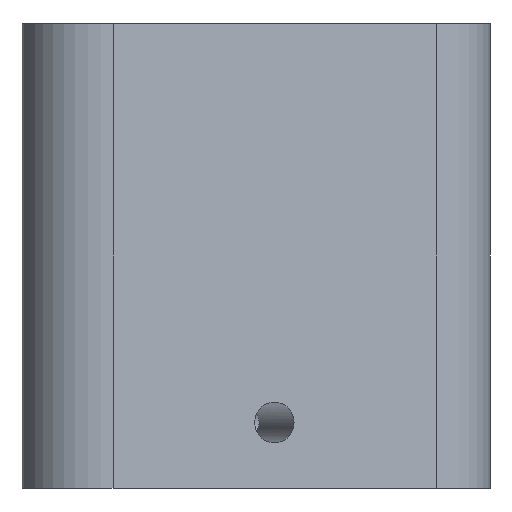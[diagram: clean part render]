
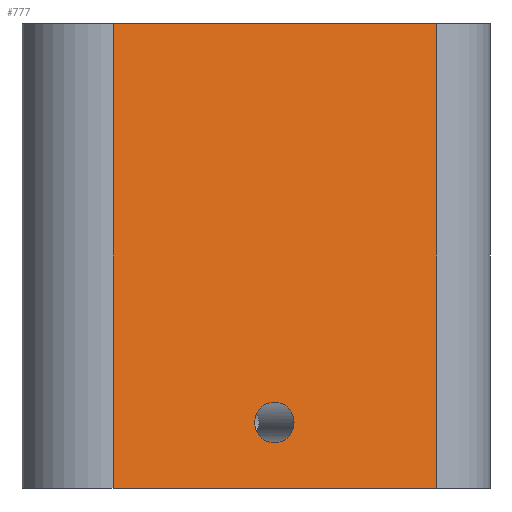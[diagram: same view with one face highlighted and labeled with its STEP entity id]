
A CAD part, front view. The second image highlights one B-rep face of the part: STEP entity #777.
In plain terms, the highlighted planar face has unit normal (0.259, -0.966, 0).
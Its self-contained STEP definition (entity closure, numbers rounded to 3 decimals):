
#20=FACE_BOUND('',#130,.T.);
#42=PLANE('',#897);
#82=FACE_OUTER_BOUND('',#129,.T.);
#129=EDGE_LOOP('',(#667,#668,#669,#670));
#130=EDGE_LOOP('',(#671));
#151=CIRCLE('',#841,1.4);
#255=LINE('',#1548,#288);
#256=LINE('',#1551,#289);
#257=LINE('',#1553,#290);
#258=LINE('',#1554,#291);
#288=VECTOR('',#1122,10.);
#289=VECTOR('',#1125,10.);
#290=VECTOR('',#1126,10.);
#291=VECTOR('',#1127,10.);
#327=VERTEX_POINT('',#1323);
#361=VERTEX_POINT('',#1544);
#362=VERTEX_POINT('',#1546);
#363=VERTEX_POINT('',#1550);
#364=VERTEX_POINT('',#1552);
#413=EDGE_CURVE('',#327,#327,#151,.T.);
#471=EDGE_CURVE('',#361,#362,#255,.T.);
#472=EDGE_CURVE('',#363,#361,#256,.T.);
#473=EDGE_CURVE('',#364,#362,#257,.T.);
#474=EDGE_CURVE('',#363,#364,#258,.T.);
#667=ORIENTED_EDGE('',*,*,#472,.T.);
#668=ORIENTED_EDGE('',*,*,#471,.T.);
#669=ORIENTED_EDGE('',*,*,#473,.F.);
#670=ORIENTED_EDGE('',*,*,#474,.F.);
#671=ORIENTED_EDGE('',*,*,#413,.T.);
#777=ADVANCED_FACE('',(#82,#20),#42,.T.);
#841=AXIS2_PLACEMENT_3D('',#1324,#989,#990);
#897=AXIS2_PLACEMENT_3D('',#1549,#1123,#1124);
#989=DIRECTION('center_axis',(-0.259,0.966,0.));
#990=DIRECTION('ref_axis',(0.,0.,1.));
#1122=DIRECTION('',(0.,0.,-1.));
#1123=DIRECTION('center_axis',(0.259,-0.966,0.));
#1124=DIRECTION('ref_axis',(-0.966,-0.259,0.));
#1125=DIRECTION('',(-0.966,-0.259,0.));
#1126=DIRECTION('',(-0.966,-0.259,0.));
#1127=DIRECTION('',(0.,0.,-1.));
#1323=CARTESIAN_POINT('',(-21.149,-76.42,-36.879));
#1324=CARTESIAN_POINT('Origin',(-21.149,-76.42,-35.479));
#1544=CARTESIAN_POINT('',(-32.278,-79.402,-8.));
#1546=CARTESIAN_POINT('',(-32.278,-79.402,-40.));
#1548=CARTESIAN_POINT('',(-32.278,-79.402,-8.));
#1549=CARTESIAN_POINT('Origin',(-9.971,-73.424,-8.));
#1550=CARTESIAN_POINT('',(-9.971,-73.424,-8.));
#1551=CARTESIAN_POINT('',(-9.971,-73.424,-8.));
#1552=CARTESIAN_POINT('',(-9.971,-73.424,-40.));
#1553=CARTESIAN_POINT('',(-9.971,-73.424,-40.));
#1554=CARTESIAN_POINT('',(-9.971,-73.424,-8.));
